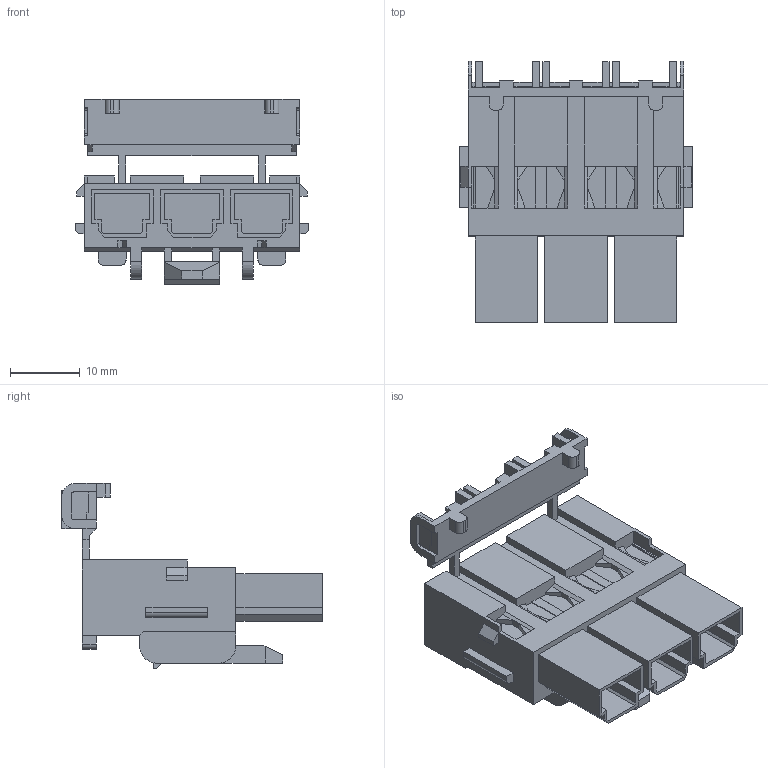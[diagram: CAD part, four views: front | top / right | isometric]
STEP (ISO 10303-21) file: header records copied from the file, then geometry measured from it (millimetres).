
FILE_DESCRIPTION((''),'2;1');
FILE_NAME('428160312','2013-10-18T',('me'),(''),'PRO/ENGINEER BY PARAMETRIC TECHNOLOGY CORPORATION, 2011490','PRO/ENGINEER BY PARAMETRIC TECHNOLOGY CORPORATION, 2011490','');
FILE_SCHEMA(('CONFIG_CONTROL_DESIGN'));
Length unit declared in the file: millimetre
Products named in the file (1): 428160312
Bounding box: 33.5 x 37.4 x 26.6 mm (x, y, z)
Volume: 5096.2 mm3; surface area: 8486.7 mm2
Topology: 1 solids, 1 shells, 412 faces, 1149 edges, 748 vertices
Faces by surface type: plane 390, cylinder 22
Entity records: 12963 total; most frequent: CARTESIAN_POINT 2310, ORIENTED_EDGE 2298, DIRECTION 2019, EDGE_CURVE 1149, VECTOR 1105, LINE 1105, VERTEX_POINT 748, AXIS2_PLACEMENT_3D 457
